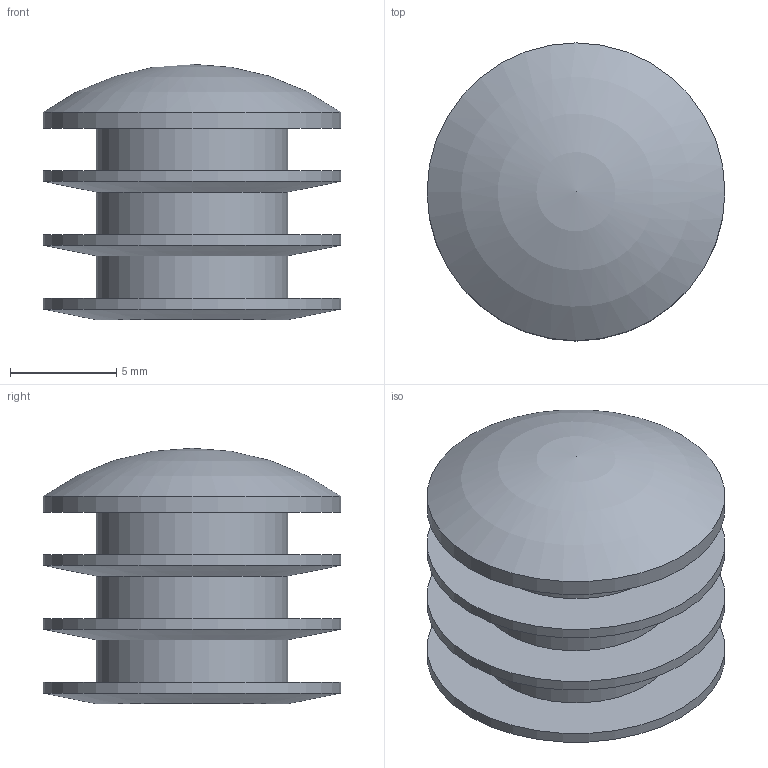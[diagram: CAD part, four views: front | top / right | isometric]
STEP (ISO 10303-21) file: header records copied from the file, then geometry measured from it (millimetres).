
FILE_DESCRIPTION( ( 'Unknown' ), '1' );
FILE_NAME( '7321050.stp', 'Unknown', ( 'Unknown' ), ( 'Unknown' ), 'PSStep 14.0', 'Unknown', ' ' );
FILE_SCHEMA( ( 'AUTOMOTIVE_DESIGN { 1 0 10303 214 1 1 1 1 }' ) );
Length unit declared in the file: millimetre
Products named in the file (1): 1
Bounding box: 14 x 14 x 12 mm (x, y, z)
Volume: 1065.2 mm3; surface area: 1139.6 mm2
Topology: 1 solids, 1 shells, 16 faces, 27 edges, 16 vertices
Faces by surface type: cylinder 7, plane 5, cone 3, sphere 1
Full cylindrical faces by diameter (mm): 9 x3, 14 x4
Entity records: 458 total; most frequent: DIRECTION 64, CARTESIAN_POINT 47, AXIS2_PLACEMENT_3D 32, EDGE_LOOP 30, ORIENTED_EDGE 30, FACE_OUTER_BOUND 23, STYLED_ITEM 16, PRESENTATION_STYLE_ASSIGNMENT 16
